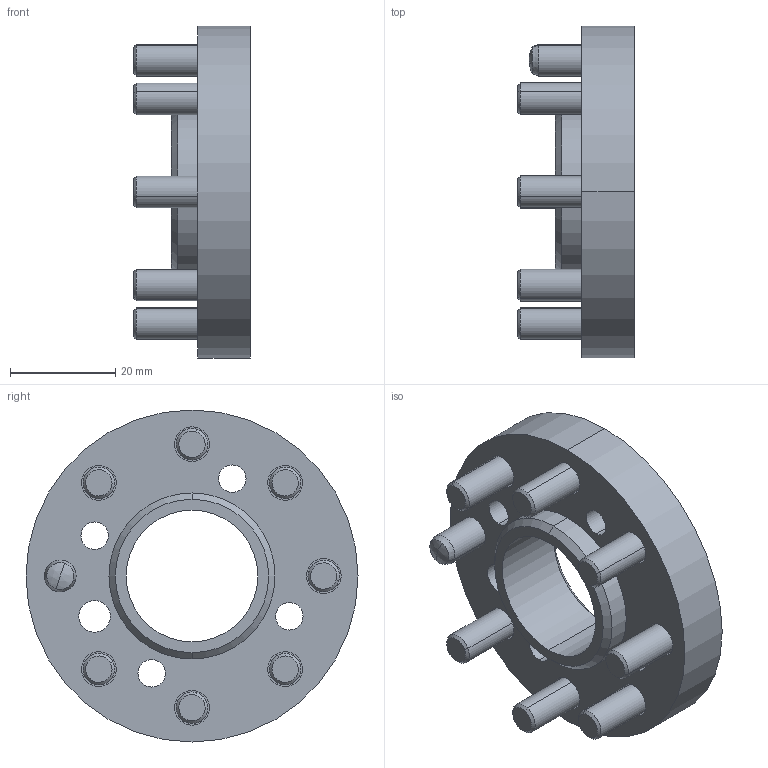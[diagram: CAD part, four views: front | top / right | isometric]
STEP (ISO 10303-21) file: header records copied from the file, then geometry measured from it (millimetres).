
FILE_DESCRIPTION (( 'STEP AP203' ), '1' );
FILE_NAME ('P0162.STEP', '2019-07-18T06:23:14', ( 'admin' ), ( '' ), 'SwSTEP 2.0', 'SolidWorks 2017', '' );
FILE_SCHEMA (( 'CONFIG_CONTROL_DESIGN' ));
Length unit declared in the file: millimetre
Products named in the file (1): P0162
Bounding box: 22.2 x 63 x 63 mm (x, y, z)
Volume: 27488.9 mm3; surface area: 16408.9 mm2
Topology: 9 solids, 9 shells, 194 faces, 430 edges, 276 vertices
Faces by surface type: plane 80, cylinder 76, cone 20, torus 14, sphere 4
Entity records: 5523 total; most frequent: DIRECTION 1028, CARTESIAN_POINT 901, ORIENTED_EDGE 860, EDGE_CURVE 430, AXIS2_PLACEMENT_3D 403, VERTEX_POINT 276, EDGE_LOOP 244, LINE 222
